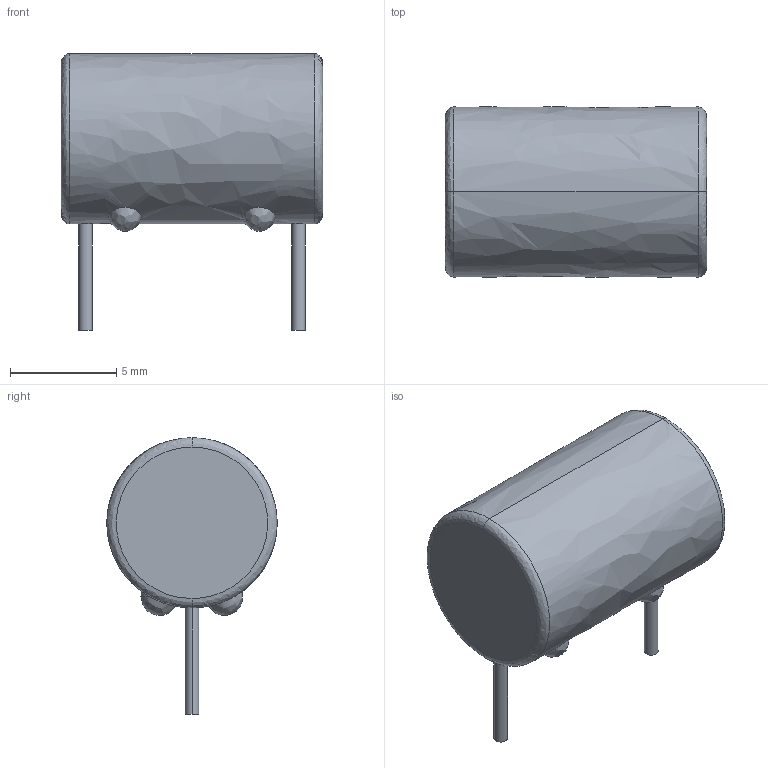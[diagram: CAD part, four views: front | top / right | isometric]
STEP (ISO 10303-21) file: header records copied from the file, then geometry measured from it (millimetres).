
FILE_DESCRIPTION(('FreeCAD Model'),'2;1');
FILE_NAME('Part_165374_sp.step', '2020-03-14T20:38:21',('kicad StepUp'),('ksu MCAD'), 'Open CASCADE STEP processor 7.3','FreeCAD','Unknown');
FILE_SCHEMA(('AUTOMOTIVE_DESIGN { 1 0 10303 214 1 1 1 1 }'));
Length unit declared in the file: millimetre
Products named in the file (1): Part_165374_sp
Bounding box: 12.28 x 8 x 13 mm (x, y, z)
Volume: 623.5 mm3; surface area: 428.2 mm2
Topology: 3 solids, 3 shells, 24 faces, 42 edges, 28 vertices
Faces by surface type: bspline 14, plane 6, cylinder 4
Entity records: 1014 total; most frequent: CARTESIAN_POINT 485, ORIENTED_EDGE 84, DIRECTION 42, EDGE_CURVE 42, FACE_BOUND 28, EDGE_LOOP 28, VERTEX_POINT 28, ADVANCED_FACE 24
